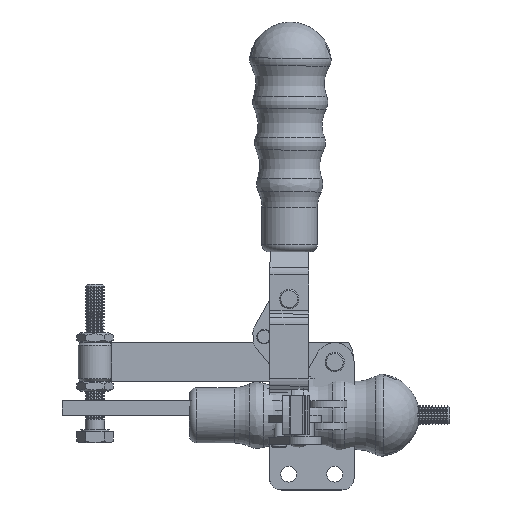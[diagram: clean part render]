
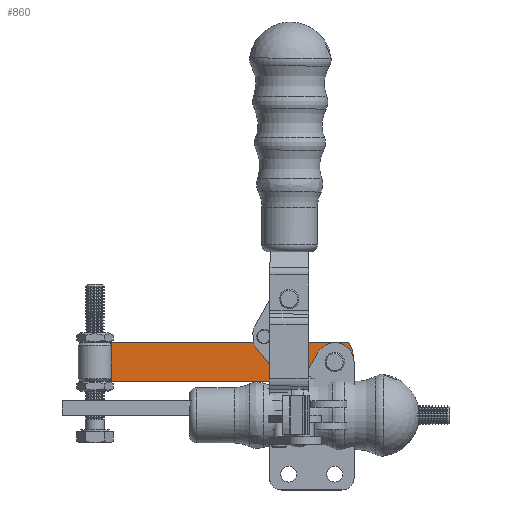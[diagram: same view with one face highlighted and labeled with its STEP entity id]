
A CAD part, top view. The second image highlights one B-rep face of the part: STEP entity #860.
In plain terms, the highlighted face is planar.
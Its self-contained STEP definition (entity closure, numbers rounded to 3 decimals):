
#860 = ADVANCED_FACE( '', ( #2142, #2143, #2144 ), #2145, .T. );
#2142 = FACE_BOUND( '', #4017, .T. );
#2143 = FACE_BOUND( '', #4018, .T. );
#2144 = FACE_OUTER_BOUND( '', #4019, .T. );
#2145 = PLANE( '', #4020 );
#4017 = EDGE_LOOP( '', ( #6308 ) );
#4018 = EDGE_LOOP( '', ( #6309 ) );
#4019 = EDGE_LOOP( '', ( #6310, #6311, #6312, #6313 ) );
#4020 = AXIS2_PLACEMENT_3D( '', #6314, #6315, #6316 );
#6308 = ORIENTED_EDGE( '', *, *, #8970, .F. );
#6309 = ORIENTED_EDGE( '', *, *, #8956, .F. );
#6310 = ORIENTED_EDGE( '', *, *, #9341, .T. );
#6311 = ORIENTED_EDGE( '', *, *, #9342, .T. );
#6312 = ORIENTED_EDGE( '', *, *, #9343, .T. );
#6313 = ORIENTED_EDGE( '', *, *, #9344, .T. );
#6314 = CARTESIAN_POINT( '', ( -16., 0., 0. ) );
#6315 = DIRECTION( '', ( 0., -1., 0. ) );
#6316 = DIRECTION( '', ( 0., 0., -1. ) );
#8956 = EDGE_CURVE( '', #10262, #10262, #10263, .T. );
#8970 = EDGE_CURVE( '', #10286, #10286, #10287, .T. );
#9341 = EDGE_CURVE( '', #10905, #10906, #10907, .T. );
#9342 = EDGE_CURVE( '', #10906, #10908, #10909, .T. );
#9343 = EDGE_CURVE( '', #10908, #10910, #10911, .T. );
#9344 = EDGE_CURVE( '', #10910, #10905, #10912, .T. );
#10262 = VERTEX_POINT( '', #12220 );
#10263 = CIRCLE( '', #12221, 3.01 );
#10286 = VERTEX_POINT( '', #12246 );
#10287 = CIRCLE( '', #12247, 3.01 );
#10905 = VERTEX_POINT( '', #13044 );
#10906 = VERTEX_POINT( '', #13045 );
#10907 = CIRCLE( '', #13046, 16. );
#10908 = VERTEX_POINT( '', #13047 );
#10909 = LINE( '', #13048, #13049 );
#10910 = VERTEX_POINT( '', #13050 );
#10911 = LINE( '', #13051, #13052 );
#10912 = LINE( '', #13053, #13054 );
#12220 = CARTESIAN_POINT( '', ( -29.71, 0., 0. ) );
#12221 = AXIS2_PLACEMENT_3D( '', #14651, #14652, #14653 );
#12246 = CARTESIAN_POINT( '', ( -11.01, 0., 0. ) );
#12247 = AXIS2_PLACEMENT_3D( '', #14677, #14678, #14679 );
#13044 = CARTESIAN_POINT( '', ( -2.144, 0., -8. ) );
#13045 = CARTESIAN_POINT( '', ( -2.144, 0., 8. ) );
#13046 = AXIS2_PLACEMENT_3D( '', #15271, #15272, #15273 );
#13047 = CARTESIAN_POINT( '', ( -100., 0., 8. ) );
#13048 = CARTESIAN_POINT( '', ( -2.144, 0., 8. ) );
#13049 = VECTOR( '', #15274, 1000. );
#13050 = CARTESIAN_POINT( '', ( -100., 0., -8. ) );
#13051 = CARTESIAN_POINT( '', ( -100., 0., 8. ) );
#13052 = VECTOR( '', #15275, 1000. );
#13053 = CARTESIAN_POINT( '', ( -100., 0., -8. ) );
#13054 = VECTOR( '', #15276, 1000. );
#14651 = CARTESIAN_POINT( '', ( -26.7, 0., 0. ) );
#14652 = DIRECTION( '', ( 0., -1., 0. ) );
#14653 = DIRECTION( '', ( -1., 0., 0. ) );
#14677 = CARTESIAN_POINT( '', ( -8., 0., 0. ) );
#14678 = DIRECTION( '', ( 0., -1., 0. ) );
#14679 = DIRECTION( '', ( -1., 0., 0. ) );
#15271 = CARTESIAN_POINT( '', ( -16., 0., 0. ) );
#15272 = DIRECTION( '', ( 0., -1., 0. ) );
#15273 = DIRECTION( '', ( -1., 0., 0. ) );
#15274 = DIRECTION( '', ( -1., 0., 0. ) );
#15275 = DIRECTION( '', ( 0., 0., -1. ) );
#15276 = DIRECTION( '', ( 1., 0., 0. ) );
